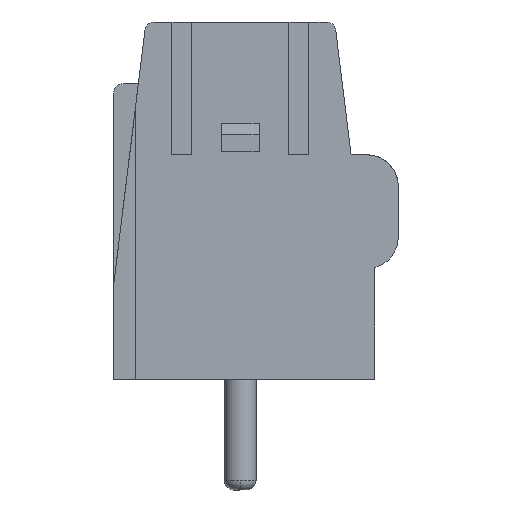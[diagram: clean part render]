
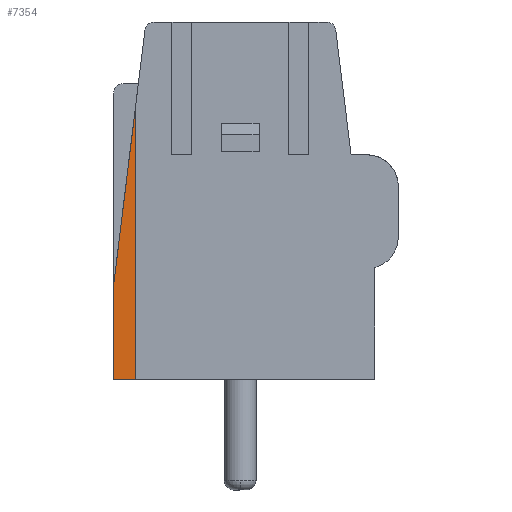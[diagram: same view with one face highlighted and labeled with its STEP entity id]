
A CAD part, left-side view. The second image highlights one B-rep face of the part: STEP entity #7354.
In plain terms, the highlighted planar face has unit normal (-1, 0, 0).
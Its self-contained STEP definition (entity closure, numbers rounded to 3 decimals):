
#7354=ADVANCED_FACE('',(#15066),#15067,.F.);
#8520=EDGE_CURVE('',#16686,#16663,#16689,.T.);
#8542=EDGE_CURVE('',#16686,#16718,#16719,.T.);
#8610=EDGE_CURVE('',#16663,#16795,#16806,.T.);
#8684=EDGE_CURVE('',#16718,#16795,#16903,.T.);
#15066=FACE_OUTER_BOUND('',#28420,.T.);
#15067=PLANE('',#28421);
#16663=VERTEX_POINT('',#31828);
#16686=VERTEX_POINT('',#31868);
#16689=LINE('',#31873,#31874);
#16718=VERTEX_POINT('',#31923);
#16719=LINE('',#31924,#31925);
#16795=VERTEX_POINT('',#32058);
#16806=LINE('',#32079,#32080);
#16903=LINE('',#32340,#32341);
#28420=EDGE_LOOP('',(#42503,#42504,#42505,#42506));
#28421=AXIS2_PLACEMENT_3D('',#42507,#42508,#42509);
#31828=CARTESIAN_POINT('',(0.4,8.25,0.));
#31868=CARTESIAN_POINT('',(0.4,7.55,0.));
#31873=CARTESIAN_POINT('',(0.4,7.55,0.));
#31874=VECTOR('',#43514,1.0);
#31923=CARTESIAN_POINT('',(0.4,7.55,8.701));
#31924=CARTESIAN_POINT('',(0.4,7.55,0.));
#31925=VECTOR('',#43527,1.0);
#32058=CARTESIAN_POINT('',(0.4,8.25,3.));
#32079=CARTESIAN_POINT('',(0.4,8.25,0.));
#32080=VECTOR('',#43561,1.0);
#32340=CARTESIAN_POINT('',(0.4,7.55,8.701));
#32341=VECTOR('',#43610,1.0);
#42503=ORIENTED_EDGE('',*,*,#8610,.F.);
#42504=ORIENTED_EDGE('',*,*,#8520,.F.);
#42505=ORIENTED_EDGE('',*,*,#8542,.T.);
#42506=ORIENTED_EDGE('',*,*,#8684,.T.);
#42507=CARTESIAN_POINT('',(0.4,8.268,-0.218));
#42508=DIRECTION('',(1.0,0.0,0.0));
#42509=DIRECTION('',(0.0,1.0,0.0));
#43514=DIRECTION('',(0.0,1.0,0.));
#43527=DIRECTION('',(0.0,0.,1.0));
#43561=DIRECTION('',(0.0,0.,1.0));
#43610=DIRECTION('',(0.0,0.122,-0.993));
